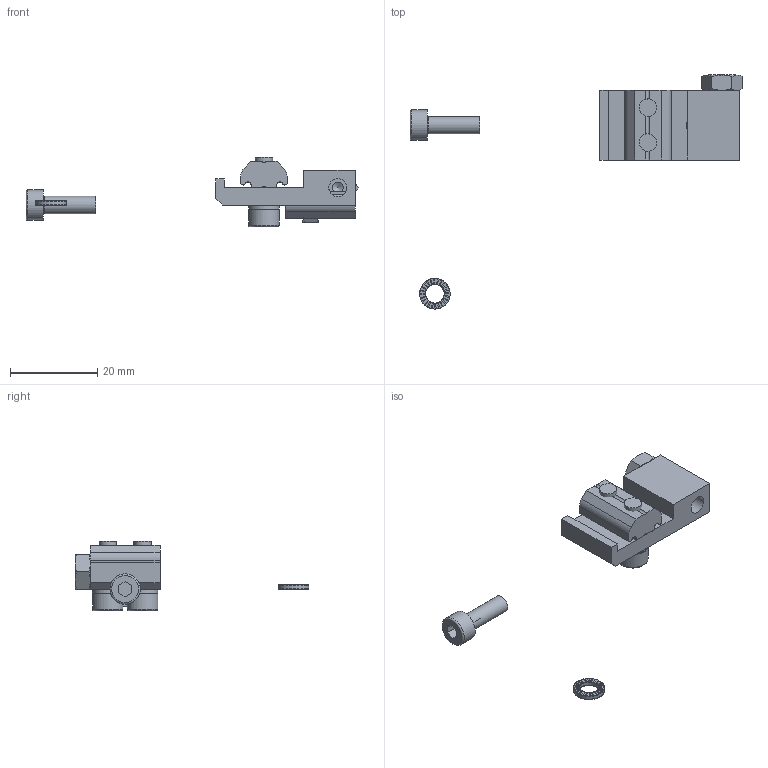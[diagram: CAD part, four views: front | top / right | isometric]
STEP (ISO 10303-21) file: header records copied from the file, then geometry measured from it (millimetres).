
FILE_DESCRIPTION( ( 'Unknown' ), '1' );
FILE_NAME( 'CA.WSS.L.M5.M5.stp', 'Unknown', ( 'Unknown' ), ( 'Unknown' ), 'PSStep 13.0', 'Unknown', ' ' );
FILE_SCHEMA( ( 'AUTOMOTIVE_DESIGN { 1 0 10303 214 1 1 1 1 }' ) );
Length unit declared in the file: millimetre
Products named in the file (6): Assem1; WSS.L.M5.M5; R.4.SCH; CA.GWP.4.8; V-tcei M  4 x 12; CM.2611.M5
Bounding box: 76.12 x 53.64 x 16 mm (x, y, z)
Volume: 7735.8 mm3; surface area: 7288.6 mm2
Topology: 9 solids, 12 shells, 761 faces, 2191 edges, 1443 vertices
Faces by surface type: plane 672, cylinder 52, cone 31, torus 6
Full cylindrical faces by diameter (mm): 2.5 x2, 3.242 x4, 4 x3, 4.134 x4, 4.2 x4, 4.3 x3, 5 x2, 7 x6
Entity records: 10980 total; most frequent: CARTESIAN_POINT 1707, DIRECTION 1550, ORIENTED_EDGE 1530, EDGE_CURVE 765, AXIS2_PLACEMENT_3D 533, VERTEX_POINT 514, LINE 484, VECTOR 484
